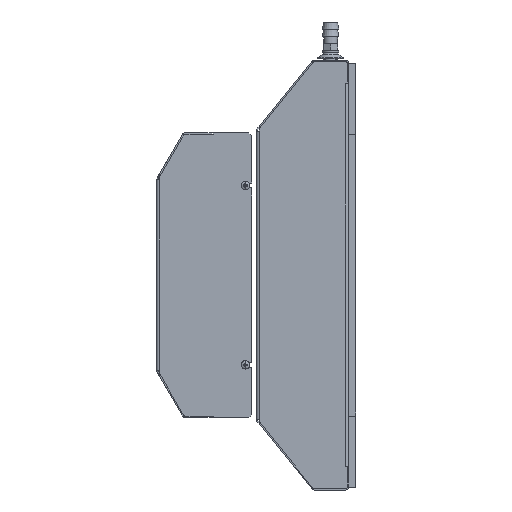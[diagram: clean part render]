
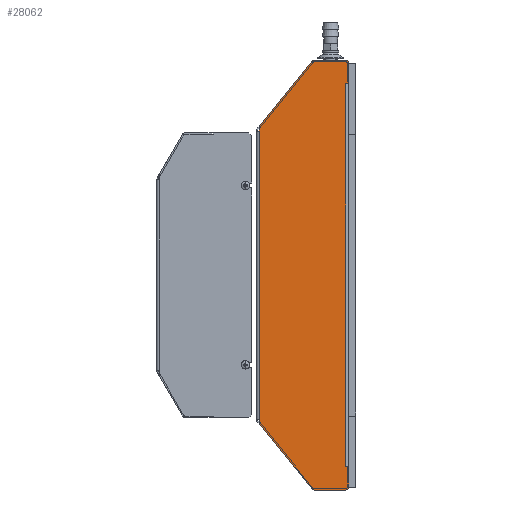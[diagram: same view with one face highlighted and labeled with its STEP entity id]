
A CAD part, left-side view. The second image highlights one B-rep face of the part: STEP entity #28062.
In plain terms, the highlighted face is planar.
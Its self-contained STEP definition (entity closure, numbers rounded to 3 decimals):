
#23549=DIRECTION('',(1.,0.,0.));
#23550=VECTOR('',#23549,202.584);
#23551=CARTESIAN_POINT('',(-101.292,-2.,-153.));
#23552=LINE('',#23551,#23550);
#23639=DIRECTION('',(-1.,0.,0.));
#23640=VECTOR('',#23639,3.178);
#23641=CARTESIAN_POINT('',(104.47,-2.,-153.));
#23642=LINE('',#23641,#23640);
#23646=DIRECTION('',(-1.,0.,0.));
#23647=VECTOR('',#23646,3.178);
#23648=CARTESIAN_POINT('',(-101.292,-2.,-153.));
#23649=LINE('',#23648,#23647);
#23653=DIRECTION('',(-0.777,-0.629,0.));
#23654=VECTOR('',#23653,58.919);
#23655=CARTESIAN_POINT('',(-104.47,-2.,-153.));
#23656=LINE('',#23655,#23654);
#23660=CARTESIAN_POINT('',(-149.,-40.633,-153.));
#23661=DIRECTION('',(0.,0.,1.));
#23662=DIRECTION('',(-0.629,0.777,0.));
#23663=AXIS2_PLACEMENT_3D('',#23660,#23661,#23662);
#23668=DIRECTION('',(0.,-1.,0.));
#23669=VECTOR('',#23668,22.367);
#23670=CARTESIAN_POINT('',(-151.,-40.633,-153.));
#23671=LINE('',#23670,#23669);
#23675=CARTESIAN_POINT('',(-149.,-63.,-153.));
#23676=DIRECTION('',(0.,0.,1.));
#23677=DIRECTION('',(-1.,0.,0.));
#23678=AXIS2_PLACEMENT_3D('',#23675,#23676,#23677);
#23683=DIRECTION('',(1.,0.,0.));
#23684=VECTOR('',#23683,13.964);
#23685=CARTESIAN_POINT('',(-149.,-65.,-153.));
#23686=LINE('',#23685,#23684);
#23690=DIRECTION('',(0.259,0.966,0.));
#23691=VECTOR('',#23690,2.071);
#23692=CARTESIAN_POINT('',(-135.036,-65.,-153.));
#23693=LINE('',#23692,#23691);
#23697=DIRECTION('',(0.259,-0.966,0.));
#23698=VECTOR('',#23697,2.071);
#23699=CARTESIAN_POINT('',(134.5,-63.,-153.));
#23700=LINE('',#23699,#23698);
#23704=DIRECTION('',(1.,0.,0.));
#23705=VECTOR('',#23704,13.964);
#23706=CARTESIAN_POINT('',(135.036,-65.,-153.));
#23707=LINE('',#23706,#23705);
#23711=CARTESIAN_POINT('',(149.,-63.,-153.));
#23712=DIRECTION('',(0.,0.,1.));
#23713=DIRECTION('',(0.,-1.,0.));
#23714=AXIS2_PLACEMENT_3D('',#23711,#23712,#23713);
#23719=DIRECTION('',(0.,1.,0.));
#23720=VECTOR('',#23719,22.367);
#23721=CARTESIAN_POINT('',(151.,-63.,-153.));
#23722=LINE('',#23721,#23720);
#23726=CARTESIAN_POINT('',(149.,-40.633,-153.));
#23727=DIRECTION('',(0.,0.,1.));
#23728=DIRECTION('',(1.,0.,0.));
#23729=AXIS2_PLACEMENT_3D('',#23726,#23727,#23728);
#23734=DIRECTION('',(-0.777,0.629,0.));
#23735=VECTOR('',#23734,58.919);
#23736=CARTESIAN_POINT('',(150.259,-39.079,-153.));
#23737=LINE('',#23736,#23735);
#23834=DIRECTION('',(-1.,0.,0.));
#23835=VECTOR('',#23834,269.);
#23836=CARTESIAN_POINT('',(134.5,-63.,-153.));
#23837=LINE('',#23836,#23835);
#26795=CARTESIAN_POINT('',(101.292,-2.,-153.));
#26797=VERTEX_POINT('',#26795);
#26800=CARTESIAN_POINT('',(-101.292,-2.,-153.));
#26801=VERTEX_POINT('',#26800);
#26802=CARTESIAN_POINT('',(-104.47,-2.,-153.));
#26803=VERTEX_POINT('',#26802);
#26806=CARTESIAN_POINT('',(104.47,-2.,-153.));
#26807=VERTEX_POINT('',#26806);
#26808=CARTESIAN_POINT('',(-150.259,-39.079,-153.));
#26809=VERTEX_POINT('',#26808);
#26810=CARTESIAN_POINT('',(-151.,-40.633,-153.));
#26811=VERTEX_POINT('',#26810);
#26812=CARTESIAN_POINT('',(-151.,-63.,-153.));
#26813=VERTEX_POINT('',#26812);
#26814=CARTESIAN_POINT('',(-149.,-65.,-153.));
#26815=VERTEX_POINT('',#26814);
#26816=CARTESIAN_POINT('',(-135.036,-65.,-153.));
#26817=VERTEX_POINT('',#26816);
#26818=CARTESIAN_POINT('',(-134.5,-63.,-153.));
#26819=VERTEX_POINT('',#26818);
#26820=CARTESIAN_POINT('',(134.5,-63.,-153.));
#26821=VERTEX_POINT('',#26820);
#26822=CARTESIAN_POINT('',(135.036,-65.,-153.));
#26823=VERTEX_POINT('',#26822);
#26824=CARTESIAN_POINT('',(149.,-65.,-153.));
#26825=VERTEX_POINT('',#26824);
#26826=CARTESIAN_POINT('',(151.,-63.,-153.));
#26827=VERTEX_POINT('',#26826);
#26828=CARTESIAN_POINT('',(151.,-40.633,-153.));
#26829=VERTEX_POINT('',#26828);
#26830=CARTESIAN_POINT('',(150.259,-39.079,-153.));
#26831=VERTEX_POINT('',#26830);
#28025=CARTESIAN_POINT('',(53.158,0.,-153.));
#28026=DIRECTION('',(0.,0.,-1.));
#28027=DIRECTION('',(1.,0.,0.));
#28028=AXIS2_PLACEMENT_3D('',#28025,#28026,#28027);
#28029=PLANE('',#28028);
#28031=ORIENTED_EDGE('',*,*,#28030,.T.);
#28032=ORIENTED_EDGE('',*,*,#27966,.F.);
#28033=ORIENTED_EDGE('',*,*,#28015,.T.);
#28035=ORIENTED_EDGE('',*,*,#28034,.T.);
#28037=ORIENTED_EDGE('',*,*,#28036,.T.);
#28039=ORIENTED_EDGE('',*,*,#28038,.T.);
#28041=ORIENTED_EDGE('',*,*,#28040,.T.);
#28043=ORIENTED_EDGE('',*,*,#28042,.T.);
#28045=ORIENTED_EDGE('',*,*,#28044,.T.);
#28047=ORIENTED_EDGE('',*,*,#28046,.F.);
#28049=ORIENTED_EDGE('',*,*,#28048,.T.);
#28051=ORIENTED_EDGE('',*,*,#28050,.T.);
#28053=ORIENTED_EDGE('',*,*,#28052,.T.);
#28055=ORIENTED_EDGE('',*,*,#28054,.T.);
#28057=ORIENTED_EDGE('',*,*,#28056,.T.);
#28059=ORIENTED_EDGE('',*,*,#28058,.T.);
#28060=EDGE_LOOP('',(#28031,#28032,#28033,#28035,#28037,#28039,#28041,#28043,
#28045,#28047,#28049,#28051,#28053,#28055,#28057,#28059));
#28061=FACE_OUTER_BOUND('',#28060,.F.);
#23664=CIRCLE('',#23663,2.);
#23679=CIRCLE('',#23678,2.);
#23715=CIRCLE('',#23714,2.);
#23730=CIRCLE('',#23729,2.);
#27966=EDGE_CURVE('',#26801,#26797,#23552,.T.);
#28015=EDGE_CURVE('',#26801,#26803,#23649,.T.);
#28030=EDGE_CURVE('',#26807,#26797,#23642,.T.);
#28034=EDGE_CURVE('',#26803,#26809,#23656,.T.);
#28036=EDGE_CURVE('',#26809,#26811,#23664,.T.);
#28038=EDGE_CURVE('',#26811,#26813,#23671,.T.);
#28040=EDGE_CURVE('',#26813,#26815,#23679,.T.);
#28042=EDGE_CURVE('',#26815,#26817,#23686,.T.);
#28044=EDGE_CURVE('',#26817,#26819,#23693,.T.);
#28046=EDGE_CURVE('',#26821,#26819,#23837,.T.);
#28048=EDGE_CURVE('',#26821,#26823,#23700,.T.);
#28050=EDGE_CURVE('',#26823,#26825,#23707,.T.);
#28052=EDGE_CURVE('',#26825,#26827,#23715,.T.);
#28054=EDGE_CURVE('',#26827,#26829,#23722,.T.);
#28056=EDGE_CURVE('',#26829,#26831,#23730,.T.);
#28058=EDGE_CURVE('',#26831,#26807,#23737,.T.);
#28062=ADVANCED_FACE('',(#28061),#28029,.T.);
